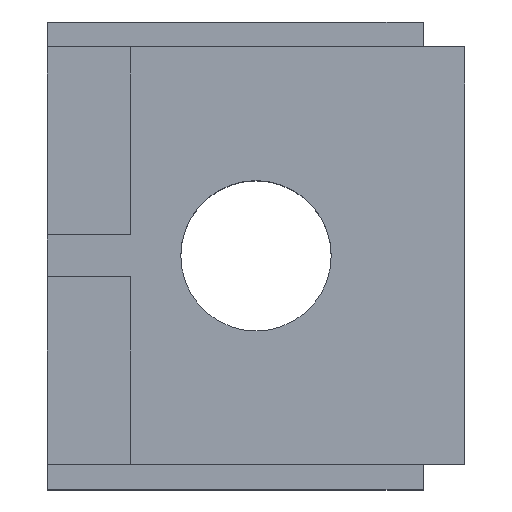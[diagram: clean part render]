
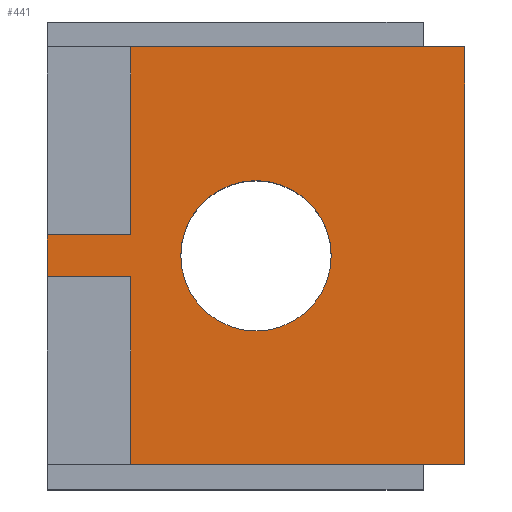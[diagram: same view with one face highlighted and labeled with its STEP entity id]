
A CAD part, top view. The second image highlights one B-rep face of the part: STEP entity #441.
In plain terms, the highlighted planar face has unit normal (0, 0, 1).
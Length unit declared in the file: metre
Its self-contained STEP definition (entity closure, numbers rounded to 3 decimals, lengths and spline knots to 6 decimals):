
#22=CIRCLE('',#479,0.0009);
#56=ORIENTED_EDGE('',*,*,#172,.F.);
#57=ORIENTED_EDGE('',*,*,#173,.T.);
#58=ORIENTED_EDGE('',*,*,#174,.T.);
#59=ORIENTED_EDGE('',*,*,#175,.F.);
#60=ORIENTED_EDGE('',*,*,#146,.F.);
#61=ORIENTED_EDGE('',*,*,#176,.T.);
#62=ORIENTED_EDGE('',*,*,#177,.T.);
#63=ORIENTED_EDGE('',*,*,#178,.F.);
#64=ORIENTED_EDGE('',*,*,#179,.T.);
#146=EDGE_CURVE('',#206,#203,#246,.T.);
#172=EDGE_CURVE('',#228,#228,#22,.T.);
#173=EDGE_CURVE('',#229,#230,#271,.T.);
#174=EDGE_CURVE('',#230,#231,#272,.T.);
#175=EDGE_CURVE('',#203,#231,#273,.T.);
#176=EDGE_CURVE('',#206,#232,#274,.T.);
#177=EDGE_CURVE('',#232,#233,#275,.T.);
#178=EDGE_CURVE('',#234,#233,#276,.T.);
#179=EDGE_CURVE('',#234,#229,#277,.T.);
#203=VERTEX_POINT('',#607);
#206=VERTEX_POINT('',#612);
#228=VERTEX_POINT('',#669);
#229=VERTEX_POINT('',#671);
#230=VERTEX_POINT('',#672);
#231=VERTEX_POINT('',#674);
#232=VERTEX_POINT('',#677);
#233=VERTEX_POINT('',#679);
#234=VERTEX_POINT('',#681);
#246=LINE('',#613,#304);
#271=LINE('',#670,#329);
#272=LINE('',#673,#330);
#273=LINE('',#675,#331);
#274=LINE('',#676,#332);
#275=LINE('',#678,#333);
#276=LINE('',#680,#334);
#277=LINE('',#682,#335);
#304=VECTOR('',#501,1.);
#329=VECTOR('',#546,1.);
#330=VECTOR('',#547,1.);
#331=VECTOR('',#548,1.);
#332=VECTOR('',#549,1.);
#333=VECTOR('',#550,1.);
#334=VECTOR('',#551,1.);
#335=VECTOR('',#552,1.);
#368=EDGE_LOOP('',(#56));
#369=EDGE_LOOP('',(#57,#58,#59,#60,#61,#62,#63,#64));
#394=FACE_BOUND('',#368,.T.);
#395=FACE_BOUND('',#369,.T.);
#419=PLANE('',#478);
#441=ADVANCED_FACE('',(#394,#395),#419,.T.);
#478=AXIS2_PLACEMENT_3D('',#667,#542,#543);
#479=AXIS2_PLACEMENT_3D('',#668,#544,#545);
#501=DIRECTION('',(0.,-1.,0.));
#542=DIRECTION('',(0.,0.,1.));
#543=DIRECTION('',(1.,0.,0.));
#544=DIRECTION('',(0.,0.,1.));
#545=DIRECTION('',(1.,0.,0.));
#546=DIRECTION('',(1.,0.,0.));
#547=DIRECTION('',(0.,-1.,0.));
#548=DIRECTION('',(-1.,0.,0.));
#549=DIRECTION('',(-1.,0.,0.));
#550=DIRECTION('',(0.,-1.,0.));
#551=DIRECTION('',(1.,0.,0.));
#552=DIRECTION('',(0.,-1.,0.));
#607=CARTESIAN_POINT('',(0.0025,-0.0025,0.00243));
#612=CARTESIAN_POINT('',(0.0025,0.0025,0.00243));
#613=CARTESIAN_POINT('',(0.0025,0.,0.00243));
#667=CARTESIAN_POINT('',(0.,0.,0.00243));
#668=CARTESIAN_POINT('',(0.,0.,0.00243));
#669=CARTESIAN_POINT('',(0.0009,0.,0.00243));
#670=CARTESIAN_POINT('',(-0.002,-0.00025,0.00243));
#671=CARTESIAN_POINT('',(-0.0025,-0.00025,0.00243));
#672=CARTESIAN_POINT('',(-0.0015,-0.00025,0.00243));
#673=CARTESIAN_POINT('',(-0.0015,-0.001375,0.00243));
#674=CARTESIAN_POINT('',(-0.0015,-0.0025,0.00243));
#675=CARTESIAN_POINT('',(0.,-0.0025,0.00243));
#676=CARTESIAN_POINT('',(0.,0.0025,0.00243));
#677=CARTESIAN_POINT('',(-0.0015,0.0025,0.00243));
#678=CARTESIAN_POINT('',(-0.0015,0.001375,0.00243));
#679=CARTESIAN_POINT('',(-0.0015,0.00025,0.00243));
#680=CARTESIAN_POINT('',(-0.002,0.00025,0.00243));
#681=CARTESIAN_POINT('',(-0.0025,0.00025,0.00243));
#682=CARTESIAN_POINT('',(-0.0025,0.,0.00243));
